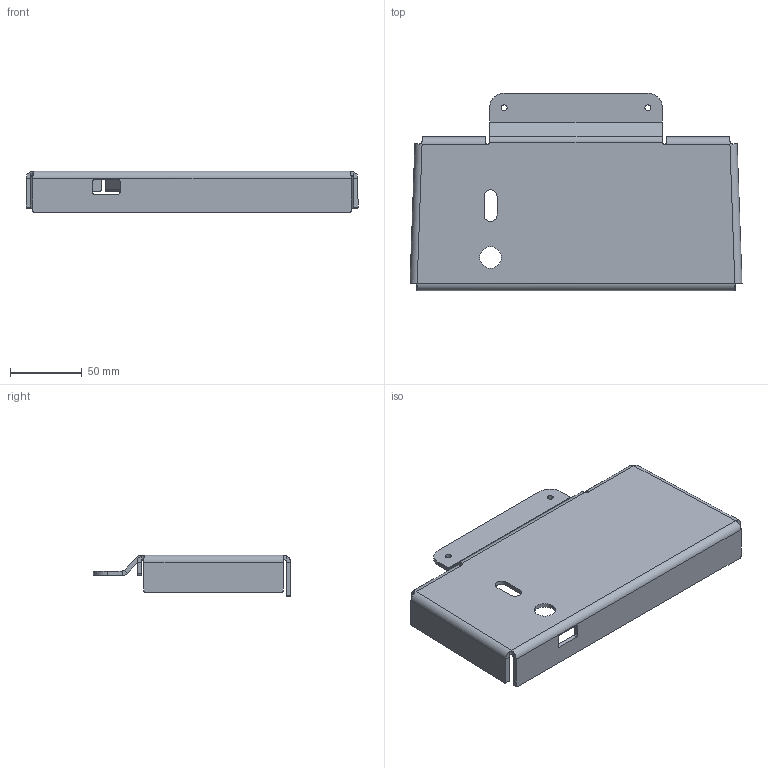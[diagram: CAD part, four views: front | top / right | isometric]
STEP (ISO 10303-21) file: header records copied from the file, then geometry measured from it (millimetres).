
FILE_DESCRIPTION (( 'STEP AP214' ), '1' );
FILE_NAME ('Case - Thick - Opaque.STEP', '2015-03-19T21:28:25', ( '' ), ( '' ), 'SwSTEP 2.0', 'SolidWorks 2014', '' );
FILE_SCHEMA (( 'AUTOMOTIVE_DESIGN' ));
Length unit declared in the file: millimetre
Products named in the file (1): Case - Thick - Opaque
Bounding box: 230.67 x 137.08 x 28.89 mm (x, y, z)
Volume: 114132.6 mm3; surface area: 79374.4 mm2
Topology: 1 solids, 1 shells, 102 faces, 258 edges, 158 vertices
Faces by surface type: plane 54, cylinder 44, bspline 4
Entity records: 3354 total; most frequent: CARTESIAN_POINT 887, ORIENTED_EDGE 516, DIRECTION 498, EDGE_CURVE 258, AXIS2_PLACEMENT_3D 175, VERTEX_POINT 158, LINE 148, VECTOR 148
